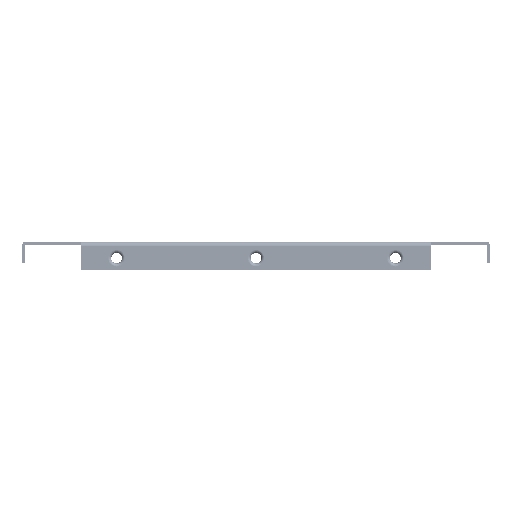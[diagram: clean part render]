
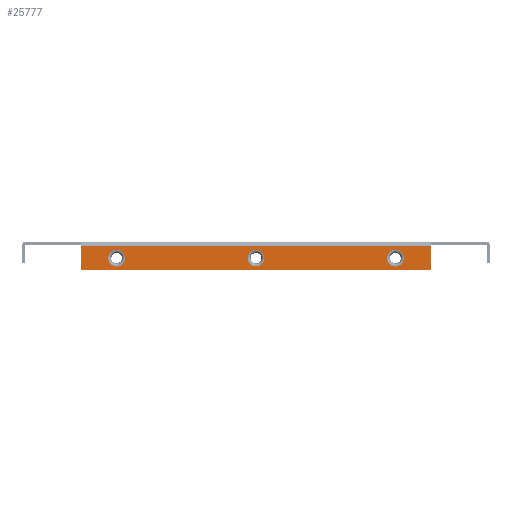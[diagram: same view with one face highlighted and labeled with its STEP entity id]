
A CAD part, left-side view. The second image highlights one B-rep face of the part: STEP entity #25777.
In plain terms, the highlighted face is planar.
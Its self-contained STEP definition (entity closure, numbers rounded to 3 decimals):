
#775=PLANE($,#29361);
#3983=FACE_BOUND($,#9670,.T.);
#3984=FACE_BOUND($,#9671,.T.);
#3985=FACE_BOUND($,#9672,.T.);
#5223=FACE_OUTER_BOUND($,#9669,.T.);
#9669=EDGE_LOOP($,(#23275,#23276,#23277,#23278));
#9670=EDGE_LOOP($,(#23279,#23280));
#9671=EDGE_LOOP($,(#23281,#23282));
#9672=EDGE_LOOP($,(#23283,#23284));
#11987=CIRCLE($,#29319,2.7);
#11988=CIRCLE($,#29320,2.7);
#12001=CIRCLE($,#29338,2.7);
#12002=CIRCLE($,#29339,2.7);
#12015=CIRCLE($,#29357,2.7);
#12016=CIRCLE($,#29358,2.7);
#12373=LINE($,#43366,#12761);
#12377=LINE($,#43375,#12765);
#12381=LINE($,#43382,#12769);
#12382=LINE($,#43383,#12770);
#12761=VECTOR($,#36848,7.7);
#12765=VECTOR($,#36854,7.7);
#12769=VECTOR($,#36860,112.7);
#12770=VECTOR($,#36861,112.7);
#15266=VERTEX_POINT($,#43292);
#15267=VERTEX_POINT($,#43294);
#15278=VERTEX_POINT($,#43325);
#15279=VERTEX_POINT($,#43327);
#15290=VERTEX_POINT($,#43358);
#15291=VERTEX_POINT($,#43360);
#15292=VERTEX_POINT($,#43364);
#15293=VERTEX_POINT($,#43365);
#15296=VERTEX_POINT($,#43373);
#15297=VERTEX_POINT($,#43374);
#17929=EDGE_CURVE($,#15267,#15266,#11987,.T.);
#17930=EDGE_CURVE($,#15266,#15267,#11988,.T.);
#17945=EDGE_CURVE($,#15279,#15278,#12001,.T.);
#17946=EDGE_CURVE($,#15278,#15279,#12002,.T.);
#17961=EDGE_CURVE($,#15291,#15290,#12015,.T.);
#17962=EDGE_CURVE($,#15290,#15291,#12016,.T.);
#17963=EDGE_CURVE($,#15292,#15293,#12373,.T.);
#17967=EDGE_CURVE($,#15296,#15297,#12377,.T.);
#17971=EDGE_CURVE($,#15293,#15296,#12381,.T.);
#17972=EDGE_CURVE($,#15297,#15292,#12382,.T.);
#23275=ORIENTED_EDGE($,*,*,#17971,.T.);
#23276=ORIENTED_EDGE($,*,*,#17967,.T.);
#23277=ORIENTED_EDGE($,*,*,#17972,.T.);
#23278=ORIENTED_EDGE($,*,*,#17963,.T.);
#23279=ORIENTED_EDGE($,*,*,#17962,.T.);
#23280=ORIENTED_EDGE($,*,*,#17961,.T.);
#23281=ORIENTED_EDGE($,*,*,#17946,.T.);
#23282=ORIENTED_EDGE($,*,*,#17945,.T.);
#23283=ORIENTED_EDGE($,*,*,#17930,.T.);
#23284=ORIENTED_EDGE($,*,*,#17929,.T.);
#25777=ADVANCED_FACE($,(#5223,#3983,#3984,#3985),#775,.T.);
#29319=AXIS2_PLACEMENT_3D($,#43295,#36762,#36763);
#29320=AXIS2_PLACEMENT_3D($,#43296,#36764,#36765);
#29338=AXIS2_PLACEMENT_3D($,#43328,#36802,#36803);
#29339=AXIS2_PLACEMENT_3D($,#43329,#36804,#36805);
#29357=AXIS2_PLACEMENT_3D($,#43361,#36842,#36843);
#29358=AXIS2_PLACEMENT_3D($,#43362,#36844,#36845);
#29361=AXIS2_PLACEMENT_3D($,#43381,#36858,#36859);
#36762=DIRECTION('center_axis',(-1.,0.,0.));
#36763=DIRECTION('ref_axis',(0.,0.,1.));
#36764=DIRECTION('center_axis',(-1.,0.,0.));
#36765=DIRECTION('ref_axis',(0.,0.,-1.));
#36802=DIRECTION('center_axis',(-1.,0.,0.));
#36803=DIRECTION('ref_axis',(0.,0.,
1.));
#36804=DIRECTION('center_axis',(-1.,0.,0.));
#36805=DIRECTION('ref_axis',(0.,0.,-1.));
#36842=DIRECTION('center_axis',(-1.,0.,0.));
#36843=DIRECTION('ref_axis',(0.,0.,1.));
#36844=DIRECTION('center_axis',(-1.,0.,0.));
#36845=DIRECTION('ref_axis',(0.,0.,-1.));
#36848=DIRECTION($,(0.,0.,-1.));
#36854=DIRECTION($,(0.,0.,1.));
#36858=DIRECTION('center_axis',(1.,0.,0.));
#36859=DIRECTION('ref_axis',(0.,0.,-1.));
#36860=DIRECTION($,(0.,1.,0.));
#36861=DIRECTION($,(0.,-1.,0.));
#43292=CARTESIAN_POINT('',(215.675,45.,-2.));
#43294=CARTESIAN_POINT('',(215.675,45.,3.4));
#43295=CARTESIAN_POINT('Origin',(215.675,45.,0.7));
#43296=CARTESIAN_POINT('Origin',(215.675,45.,0.7));
#43325=CARTESIAN_POINT('',(215.675,0.,-2.));
#43327=CARTESIAN_POINT('',(215.675,0.,3.4));
#43328=CARTESIAN_POINT('Origin',(215.675,0.,0.7));
#43329=CARTESIAN_POINT('Origin',(215.675,0.,0.7));
#43358=CARTESIAN_POINT('',(215.675,-45.,-2.));
#43360=CARTESIAN_POINT('',(215.675,-45.,3.4));
#43361=CARTESIAN_POINT('Origin',(215.675,-45.,0.7));
#43362=CARTESIAN_POINT('Origin',(215.675,-45.,0.7));
#43364=CARTESIAN_POINT('',(215.675,-56.35,4.6));
#43365=CARTESIAN_POINT('',(215.675,-56.35,-3.1));
#43366=CARTESIAN_POINT($,(215.675,-56.35,4.6));
#43373=CARTESIAN_POINT('',(215.675,56.35,-3.1));
#43374=CARTESIAN_POINT('',(215.675,56.35,4.6));
#43375=CARTESIAN_POINT($,(215.675,56.35,-3.1));
#43381=CARTESIAN_POINT('Origin',(215.675,0.,
0.74));
#43382=CARTESIAN_POINT($,(215.675,-56.35,-3.1));
#43383=CARTESIAN_POINT($,(215.675,56.35,4.6));
